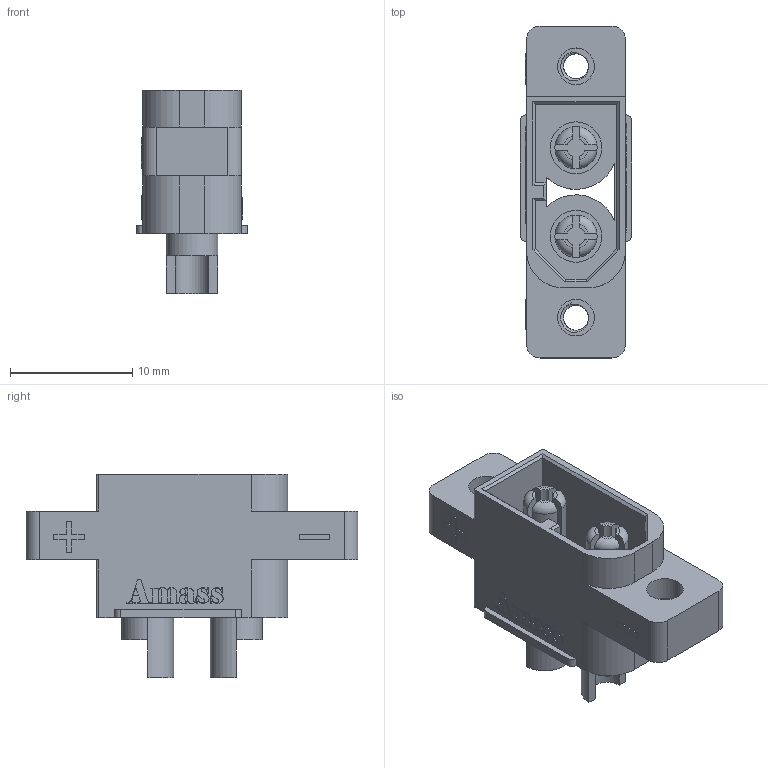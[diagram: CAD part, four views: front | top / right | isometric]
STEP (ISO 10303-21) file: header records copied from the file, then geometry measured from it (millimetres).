
FILE_DESCRIPTION (( 'STEP AP203' ), '1' );
FILE_NAME ('XT60M.STEP', '2026-02-27T18:57:46', ( '' ), ( '' ), 'SwSTEP 2.0', 'SolidWorks 2024', '' );
FILE_SCHEMA (( 'CONFIG_CONTROL_DESIGN' ));
Length unit declared in the file: millimetre
Products named in the file (1): XT60M
Bounding box: 9.1 x 27.2 x 16.65 mm (x, y, z)
Volume: 1092.1 mm3; surface area: 2079.3 mm2
Topology: 1 solids, 1 shells, 385 faces, 1054 edges, 698 vertices
Faces by surface type: plane 222, cylinder 86, bspline 65, torus 8, cone 4
Entity records: 20921 total; most frequent: CARTESIAN_POINT 12039, ORIENTED_EDGE 2108, DIRECTION 1369, EDGE_CURVE 1054, VERTEX_POINT 698, B_SPLINE_CURVE_WITH_KNOTS 463, AXIS2_PLACEMENT_3D 457, VECTOR 455
